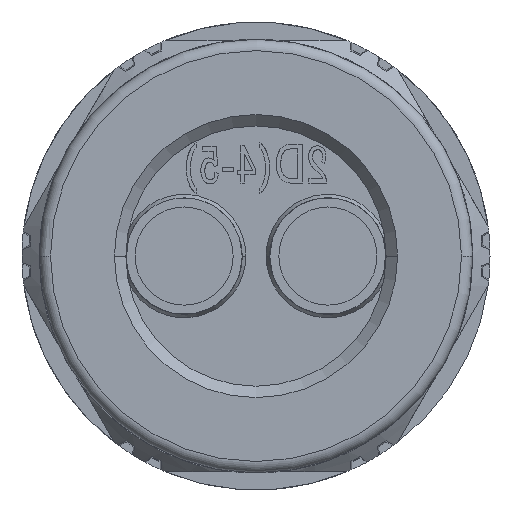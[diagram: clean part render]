
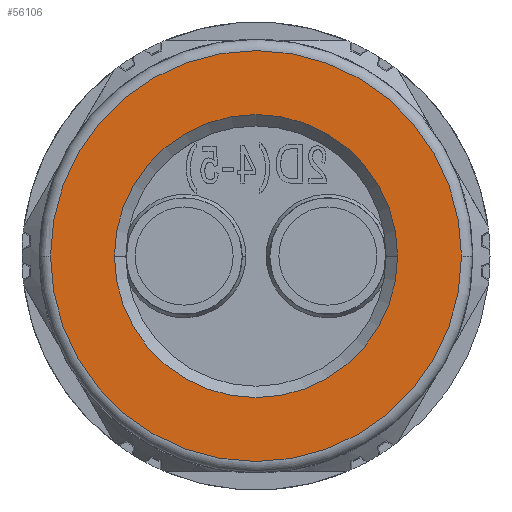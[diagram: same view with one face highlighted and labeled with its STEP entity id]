
A CAD part, front view. The second image highlights one B-rep face of the part: STEP entity #56106.
In plain terms, the highlighted planar face has unit normal (0, -1, 0).
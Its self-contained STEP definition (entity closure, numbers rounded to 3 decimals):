
#17755=CARTESIAN_POINT('',(0.,-47.4,0.));
#17756=DIRECTION('',(0.,-1.,0.));
#17757=DIRECTION('',(1.,0.,-0.005));
#17758=AXIS2_PLACEMENT_3D('',#17755,#17756,#17757);
#17775=CARTESIAN_POINT('',(0.,-47.4,0.));
#17776=DIRECTION('',(0.,1.,0.));
#17777=DIRECTION('',(-1.,0.,0.005));
#17778=AXIS2_PLACEMENT_3D('',#17775,#17776,#17777);
#17780=CARTESIAN_POINT('',(0.,-47.4,0.));
#17781=DIRECTION('',(0.,1.,0.));
#17782=DIRECTION('',(1.,0.,-0.005));
#17783=AXIS2_PLACEMENT_3D('',#17780,#17781,#17782);
#17785=CARTESIAN_POINT('',(0.,-47.4,0.));
#17786=DIRECTION('',(0.,-1.,0.));
#17787=DIRECTION('',(1.,0.,0.));
#17788=AXIS2_PLACEMENT_3D('',#17785,#17786,#17787);
#17790=CARTESIAN_POINT('',(0.,-47.4,0.));
#17791=DIRECTION('',(0.,-1.,0.));
#17792=DIRECTION('',(0.,0.,1.));
#17793=AXIS2_PLACEMENT_3D('',#17790,#17791,#17792);
#17795=CARTESIAN_POINT('',(0.,-47.4,0.));
#17796=DIRECTION('',(0.,-1.,0.));
#17797=DIRECTION('',(-1.,0.,0.));
#17798=AXIS2_PLACEMENT_3D('',#17795,#17796,#17797);
#17800=CARTESIAN_POINT('',(0.,-47.4,0.));
#17801=DIRECTION('',(0.,-1.,0.));
#17802=DIRECTION('',(0.,0.,-1.));
#17803=AXIS2_PLACEMENT_3D('',#17800,#17801,#17802);
#17805=CARTESIAN_POINT('',(0.,-47.4,0.));
#17806=DIRECTION('',(0.,-1.,0.));
#17807=DIRECTION('',(-1.,0.,0.005));
#17808=AXIS2_PLACEMENT_3D('',#17805,#17806,#17807);
#33675=CARTESIAN_POINT('',(9.,-47.4,-0.046));
#33676=CARTESIAN_POINT('',(-9.,-47.4,-0.001));
#33677=VERTEX_POINT('',#33675);
#33678=VERTEX_POINT('',#33676);
#33679=CARTESIAN_POINT('',(9.,-47.4,0.001));
#33680=VERTEX_POINT('',#33679);
#33681=CARTESIAN_POINT('',(-9.,-47.4,0.046));
#33682=VERTEX_POINT('',#33681);
#33683=CARTESIAN_POINT('',(6.2,-47.4,0.));
#33684=CARTESIAN_POINT('',(0.,-47.4,6.2));
#33685=VERTEX_POINT('',#33683);
#33686=VERTEX_POINT('',#33684);
#33687=CARTESIAN_POINT('',(-6.2,-47.4,0.));
#33688=VERTEX_POINT('',#33687);
#33689=CARTESIAN_POINT('',(0.,-47.4,-6.2));
#33690=VERTEX_POINT('',#33689);
#56083=CARTESIAN_POINT('',(0.,-47.4,0.));
#56084=DIRECTION('',(0.,-1.,0.));
#56085=DIRECTION('',(-1.,0.,0.));
#56086=AXIS2_PLACEMENT_3D('',#56083,#56084,#56085);
#56087=PLANE('',#56086);
#56089=ORIENTED_EDGE('',*,*,#56088,.F.);
#56091=ORIENTED_EDGE('',*,*,#56090,.T.);
#56092=ORIENTED_EDGE('',*,*,#56072,.F.);
#56093=ORIENTED_EDGE('',*,*,#56070,.T.);
#56094=EDGE_LOOP('',(#56089,#56091,#56092,#56093));
#56095=FACE_OUTER_BOUND('',#56094,.F.);
#56097=ORIENTED_EDGE('',*,*,#56096,.T.);
#56099=ORIENTED_EDGE('',*,*,#56098,.T.);
#56101=ORIENTED_EDGE('',*,*,#56100,.T.);
#56103=ORIENTED_EDGE('',*,*,#56102,.T.);
#56104=EDGE_LOOP('',(#56097,#56099,#56101,#56103));
#56105=FACE_BOUND('',#56104,.F.);
#56106=ADVANCED_FACE('',(#56095,#56105),#56087,.T.);
#17759=CIRCLE('',#17758,9.);
#17779=CIRCLE('',#17778,9.);
#17784=CIRCLE('',#17783,9.);
#17789=CIRCLE('',#17788,6.2);
#17794=CIRCLE('',#17793,6.2);
#17799=CIRCLE('',#17798,6.2);
#17804=CIRCLE('',#17803,6.2);
#17809=CIRCLE('',#17808,9.);
#56070=EDGE_CURVE('',#33677,#33678,#17784,.T.);
#56072=EDGE_CURVE('',#33677,#33680,#17759,.T.);
#56088=EDGE_CURVE('',#33682,#33678,#17809,.T.);
#56090=EDGE_CURVE('',#33682,#33680,#17779,.T.);
#56096=EDGE_CURVE('',#33685,#33686,#17789,.T.);
#56098=EDGE_CURVE('',#33686,#33688,#17794,.T.);
#56100=EDGE_CURVE('',#33688,#33690,#17799,.T.);
#56102=EDGE_CURVE('',#33690,#33685,#17804,.T.);
